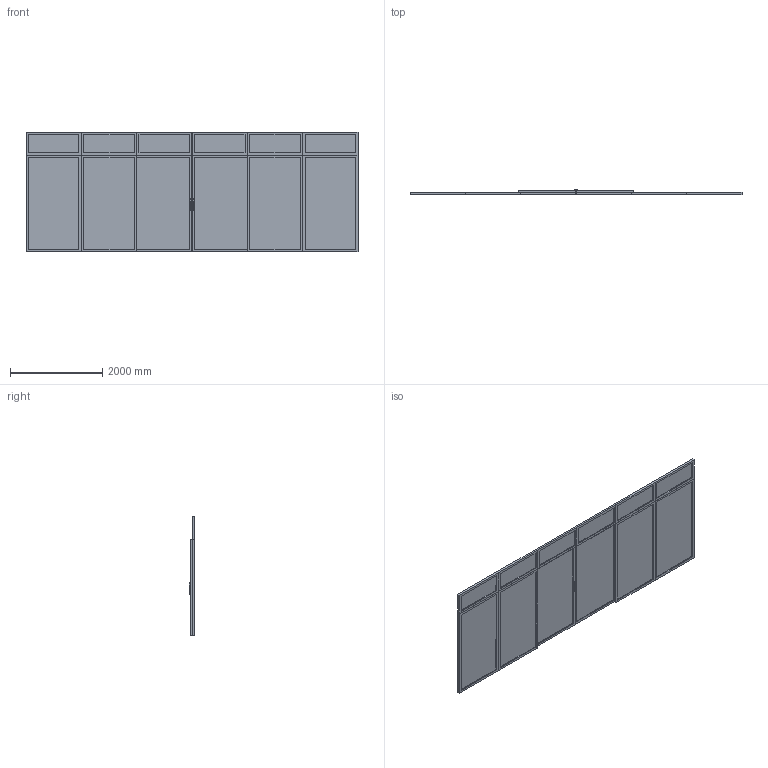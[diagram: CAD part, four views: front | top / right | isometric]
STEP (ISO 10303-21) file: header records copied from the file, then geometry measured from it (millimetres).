
FILE_DESCRIPTION(('FreeCAD Model'),'2;1');
FILE_NAME('6 frame modules with doors.step','2016-10-04T16:15:30',('Author'),(''), 'Open CASCADE STEP processor 6.8','FreeCAD','Unknown');
FILE_SCHEMA(('AUTOMOTIVE_DESIGN_CC2 { 1 2 10303 214 -1 1 5 4 }'));
Length unit declared in the file: millimetre
Products named in the file (2): ASSEMBLY; 6_frame_modules_with_doors
Assembly tree (1 placements, depth 2):
  ASSEMBLY
    6_frame_modules_with_doors
Bounding box: 7200 x 120 x 2601 mm (x, y, z)
Volume: 305180000 mm3; surface area: 44257840 mm2
Topology: 28 solids, 28 shells, 216 faces, 480 edges, 320 vertices
Faces by surface type: plane 216
Entity records: 13621 total; most frequent: CARTESIAN_POINT 1978, DIRECTION 1876, LINE 1440, VECTOR 1440, ORIENTED_EDGE 960, PCURVE 960, DEFINITIONAL_REPRESENTATION 960, EDGE_CURVE 480
